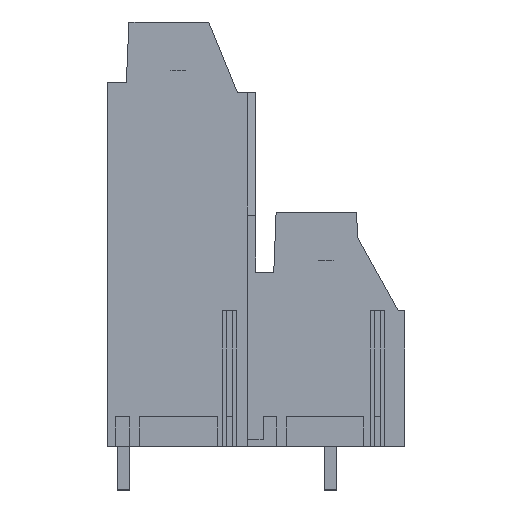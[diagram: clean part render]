
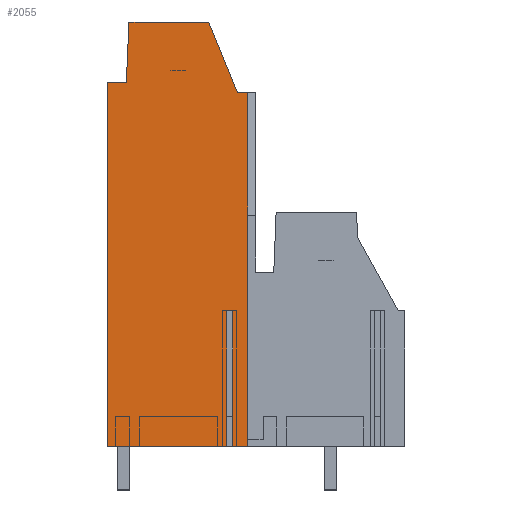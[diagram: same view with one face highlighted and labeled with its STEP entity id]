
A CAD part, left-side view. The second image highlights one B-rep face of the part: STEP entity #2055.
In plain terms, the highlighted planar face has unit normal (-1, 0, 0).
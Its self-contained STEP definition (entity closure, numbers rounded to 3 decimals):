
#1989=AXIS2_PLACEMENT_3D('Plane Axis2P3D',#1986,#1987,#1988) ;
#1189=CARTESIAN_POINT('Line Origine',(0.,12.12,3.2)) ;
#1193=CARTESIAN_POINT('Vertex',(0.,11.574,3.2)) ;
#1195=CARTESIAN_POINT('Vertex',(0.,12.665,3.2)) ;
#1244=CARTESIAN_POINT('Vertex',(0.,13.115,3.2)) ;
#1247=CARTESIAN_POINT('Line Origine',(0.,17.528,3.2)) ;
#1251=CARTESIAN_POINT('Vertex',(0.,21.94,3.2)) ;
#1760=CARTESIAN_POINT('Vertex',(0.,11.574,29.26)) ;
#1763=CARTESIAN_POINT('Line Origine',(0.,11.574,16.23)) ;
#1969=CARTESIAN_POINT('Vertex',(0.,12.337,29.26)) ;
#1972=CARTESIAN_POINT('Line Origine',(0.,11.956,29.26)) ;
#1986=CARTESIAN_POINT('Axis2P3D Location',(0.,11.,17.2)) ;
#1992=CARTESIAN_POINT('Control Point',(0.,20.328,34.47)) ;
#1993=CARTESIAN_POINT('Control Point',(0.,20.521,30.05)) ;
#1994=CARTESIAN_POINT('Vertex',(0.,20.328,34.47)) ;
#1996=CARTESIAN_POINT('Vertex',(0.,20.521,30.05)) ;
#1999=CARTESIAN_POINT('Line Origine',(0.,16.853,30.05)) ;
#2003=CARTESIAN_POINT('Vertex',(0.,21.94,30.05)) ;
#2006=CARTESIAN_POINT('Line Origine',(0.,21.94,34.47)) ;
#2011=CARTESIAN_POINT('Line Origine',(0.,13.115,34.47)) ;
#2015=CARTESIAN_POINT('Vertex',(0.,13.115,13.2)) ;
#2018=CARTESIAN_POINT('Line Origine',(0.,16.853,13.2)) ;
#2022=CARTESIAN_POINT('Vertex',(0.,12.665,13.2)) ;
#2025=CARTESIAN_POINT('Line Origine',(0.,12.665,34.47)) ;
#2031=CARTESIAN_POINT('Control Point',(0.,12.337,29.26)) ;
#2032=CARTESIAN_POINT('Control Point',(0.,14.449,34.47)) ;
#2033=CARTESIAN_POINT('Vertex',(0.,14.449,34.47)) ;
#2036=CARTESIAN_POINT('Line Origine',(0.,16.853,34.47)) ;
#1190=DIRECTION('Vector Direction',(0.,1.,0.)) ;
#1248=DIRECTION('Vector Direction',(0.,1.,0.)) ;
#1764=DIRECTION('Vector Direction',(0.,0.,-1.)) ;
#1973=DIRECTION('Vector Direction',(0.,1.,0.)) ;
#1987=DIRECTION('Axis2P3D Direction',(1.,0.,0.)) ;
#1988=DIRECTION('Axis2P3D XDirection',(0.,1.,0.)) ;
#2000=DIRECTION('Vector Direction',(0.,1.,0.)) ;
#2007=DIRECTION('Vector Direction',(0.,0.,1.)) ;
#2012=DIRECTION('Vector Direction',(0.,0.,1.)) ;
#2019=DIRECTION('Vector Direction',(0.,1.,0.)) ;
#2026=DIRECTION('Vector Direction',(0.,0.,1.)) ;
#2037=DIRECTION('Vector Direction',(0.,1.,0.)) ;
#1191=VECTOR('Line Direction',#1190,1.) ;
#1249=VECTOR('Line Direction',#1248,1.) ;
#1765=VECTOR('Line Direction',#1764,1.) ;
#1974=VECTOR('Line Direction',#1973,1.) ;
#2001=VECTOR('Line Direction',#2000,1.) ;
#2008=VECTOR('Line Direction',#2007,1.) ;
#2013=VECTOR('Line Direction',#2012,1.) ;
#2020=VECTOR('Line Direction',#2019,1.) ;
#2027=VECTOR('Line Direction',#2026,1.) ;
#2038=VECTOR('Line Direction',#2037,1.) ;
#2042=ORIENTED_EDGE('',*,*,#1998,.T.) ;
#2043=ORIENTED_EDGE('',*,*,#2005,.T.) ;
#2044=ORIENTED_EDGE('',*,*,#2010,.T.) ;
#2045=ORIENTED_EDGE('',*,*,#1253,.F.) ;
#2046=ORIENTED_EDGE('',*,*,#2017,.T.) ;
#2047=ORIENTED_EDGE('',*,*,#2024,.T.) ;
#2048=ORIENTED_EDGE('',*,*,#2029,.F.) ;
#2049=ORIENTED_EDGE('',*,*,#1197,.F.) ;
#2050=ORIENTED_EDGE('',*,*,#1767,.F.) ;
#2051=ORIENTED_EDGE('',*,*,#1976,.T.) ;
#2052=ORIENTED_EDGE('',*,*,#2035,.T.) ;
#2053=ORIENTED_EDGE('',*,*,#2040,.T.) ;
#2055=ADVANCED_FACE('housing',(#2054),#1990,.F.) ;
#1991=B_SPLINE_CURVE_WITH_KNOTS('',1,(#1992,#1993),.UNSPECIFIED.,.F.,.U.,(2,2),(-2.212,2.212),.UNSPECIFIED.) ;
#2030=B_SPLINE_CURVE_WITH_KNOTS('',1,(#2031,#2032),.UNSPECIFIED.,.F.,.U.,(2,2),(-2.811,2.811),.UNSPECIFIED.) ;
#1197=EDGE_CURVE('',#1194,#1196,#1192,.T.) ;
#1253=EDGE_CURVE('',#1245,#1252,#1250,.T.) ;
#1767=EDGE_CURVE('',#1761,#1194,#1766,.T.) ;
#1976=EDGE_CURVE('',#1761,#1970,#1975,.T.) ;
#1998=EDGE_CURVE('',#1995,#1997,#1991,.T.) ;
#2005=EDGE_CURVE('',#1997,#2004,#2002,.T.) ;
#2010=EDGE_CURVE('',#2004,#1252,#2009,.F.) ;
#2017=EDGE_CURVE('',#1245,#2016,#2014,.T.) ;
#2024=EDGE_CURVE('',#2016,#2023,#2021,.F.) ;
#2029=EDGE_CURVE('',#1196,#2023,#2028,.T.) ;
#2035=EDGE_CURVE('',#1970,#2034,#2030,.T.) ;
#2040=EDGE_CURVE('',#2034,#1995,#2039,.T.) ;
#2041=EDGE_LOOP('',(#2042,#2043,#2044,#2045,#2046,#2047,#2048,#2049,#2050,#2051,#2052,#2053)) ;
#2054=FACE_OUTER_BOUND('',#2041,.T.) ;
#1192=LINE('Line',#1189,#1191) ;
#1250=LINE('Line',#1247,#1249) ;
#1766=LINE('Line',#1763,#1765) ;
#1975=LINE('Line',#1972,#1974) ;
#2002=LINE('Line',#1999,#2001) ;
#2009=LINE('Line',#2006,#2008) ;
#2014=LINE('Line',#2011,#2013) ;
#2021=LINE('Line',#2018,#2020) ;
#2028=LINE('Line',#2025,#2027) ;
#2039=LINE('Line',#2036,#2038) ;
#1990=PLANE('',#1989) ;
#1194=VERTEX_POINT('',#1193) ;
#1196=VERTEX_POINT('',#1195) ;
#1245=VERTEX_POINT('',#1244) ;
#1252=VERTEX_POINT('',#1251) ;
#1761=VERTEX_POINT('',#1760) ;
#1970=VERTEX_POINT('',#1969) ;
#1995=VERTEX_POINT('',#1994) ;
#1997=VERTEX_POINT('',#1996) ;
#2004=VERTEX_POINT('',#2003) ;
#2016=VERTEX_POINT('',#2015) ;
#2023=VERTEX_POINT('',#2022) ;
#2034=VERTEX_POINT('',#2033) ;
